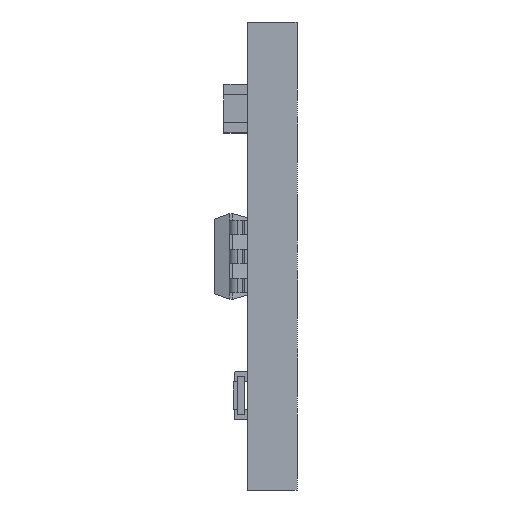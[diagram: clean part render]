
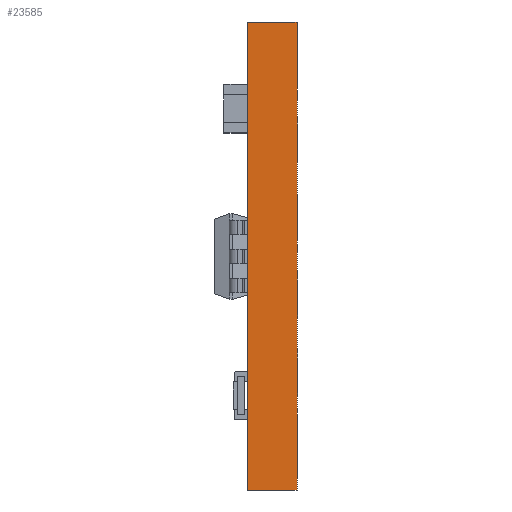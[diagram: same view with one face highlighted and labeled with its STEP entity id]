
A CAD part, left-side view. The second image highlights one B-rep face of the part: STEP entity #23585.
In plain terms, the highlighted planar face has unit normal (-1, 0, 0).
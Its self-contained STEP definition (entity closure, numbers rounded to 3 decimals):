
#2923=FACE_OUTER_BOUND('',#4270,.T.);
#4270=EDGE_LOOP('',(#19319,#19320,#19321,#19322));
#5582=LINE('',#39331,#7680);
#5982=LINE('',#44241,#8080);
#6083=LINE('',#44523,#8181);
#6084=LINE('',#44525,#8182);
#7680=VECTOR('',#26487,10.);
#8080=VECTOR('',#27099,10.);
#8181=VECTOR('',#27408,10.);
#8182=VECTOR('',#27411,10.);
#9892=VERTEX_POINT('',#39328);
#9893=VERTEX_POINT('',#39330);
#10382=VERTEX_POINT('',#44234);
#10385=VERTEX_POINT('',#44239);
#12638=EDGE_CURVE('',#9892,#9893,#5582,.T.);
#13363=EDGE_CURVE('',#10385,#10382,#5982,.T.);
#13493=EDGE_CURVE('',#10385,#9893,#6083,.T.);
#13494=EDGE_CURVE('',#10382,#9892,#6084,.T.);
#19319=ORIENTED_EDGE('',*,*,#13493,.T.);
#19320=ORIENTED_EDGE('',*,*,#12638,.F.);
#19321=ORIENTED_EDGE('',*,*,#13494,.F.);
#19322=ORIENTED_EDGE('',*,*,#13363,.F.);
#21294=PLANE('',#24598);
#23585=ADVANCED_FACE('',(#2923),#21294,.T.);
#24598=AXIS2_PLACEMENT_3D('',#44524,#27409,#27410);
#26487=DIRECTION('',(0.,0.,1.));
#27099=DIRECTION('',(0.,0.,-1.));
#27408=DIRECTION('',(0.,1.,0.));
#27409=DIRECTION('center_axis',(-1.,0.,0.));
#27410=DIRECTION('ref_axis',(0.,0.,1.));
#27411=DIRECTION('',(0.,1.,0.));
#39328=CARTESIAN_POINT('',(-7.625,0.8,-7.625));
#39330=CARTESIAN_POINT('',(-7.625,0.8,7.625));
#39331=CARTESIAN_POINT('',(-7.625,0.8,-7.625));
#44234=CARTESIAN_POINT('',(-7.625,-0.8,-7.625));
#44239=CARTESIAN_POINT('',(-7.625,-0.8,7.625));
#44241=CARTESIAN_POINT('',(-7.625,-0.8,-7.625));
#44523=CARTESIAN_POINT('',(-7.625,0.,7.625));
#44524=CARTESIAN_POINT('Origin',(-7.625,0.,-7.625));
#44525=CARTESIAN_POINT('',(-7.625,0.,-7.625));
